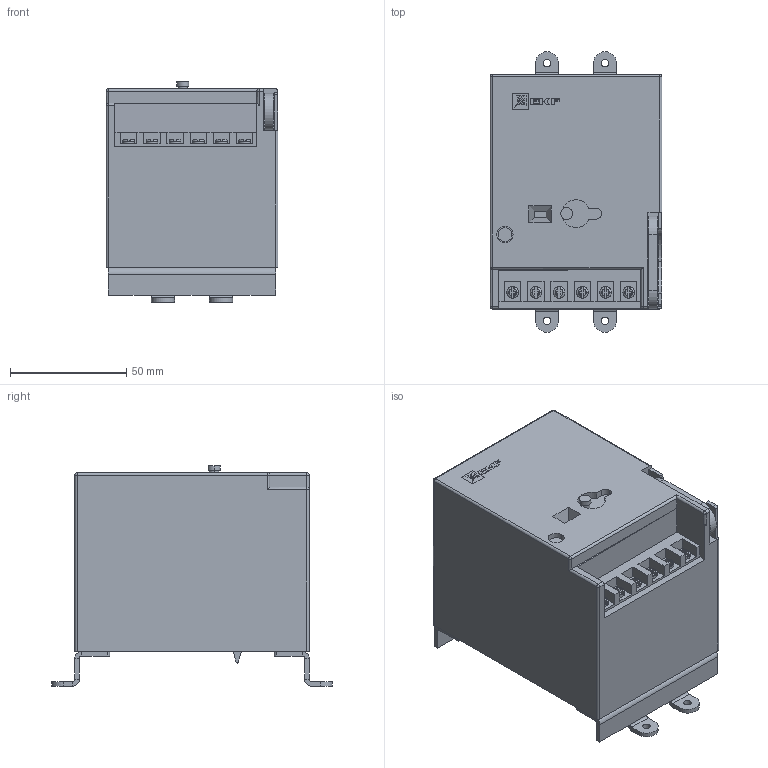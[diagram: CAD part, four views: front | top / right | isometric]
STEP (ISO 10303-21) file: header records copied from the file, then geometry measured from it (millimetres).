
FILE_DESCRIPTION (( 'STEP AP214' ), '1' );
FILE_NAME ('mccb-1-CD2-TR-av AV POWER-1 Ýëåêòðîïðèâîä CD2 äëÿ TR.STEP', '2020-03-20T10:38:46', ( '' ), ( '' ), 'SwSTEP 2.0', 'SolidWorks 2019', '' );
FILE_SCHEMA (( 'AUTOMOTIVE_DESIGN' ));
Length unit declared in the file: millimetre
Products named in the file (7): Ãàéêà ÃÎÑÒ 5915-70_3.6G.5; ﾘ琺矜 65ﾃ 019 ﾃﾎﾑﾒ 6402-70_3; 襟俶.745412.012 扰鍙欙樥燲00; Ìîòîðíûé ïðèâîä ê AV POWER-1TR; mccb-1-CD2-TR-av AV POWER-1 Ýëåêòðîïðèâîä CD2 äëÿ TR; ﾘ琺矜 01.019 ﾃﾎﾑﾒ11371-78_3; Âèíò Ì3 ÃÎÑÒ17475-78_3å16
Assembly tree (19 placements, depth 2):
  mccb-1-CD2-TR-av AV POWER-1 Ýëåêòðîïðèâîä CD2 äëÿ TR
    Ìîòîðíûé ïðèâîä ê AV POWER-1TR
    襟俶.745412.012 扰鍙欙樥燲00  x2
    Âèíò Ì3 ÃÎÑÒ17475-78_3å16  x4
    Ãàéêà ÃÎÑÒ 5915-70_3.6G.5  x4
    ﾘ琺矜 01.019 ﾃﾎﾑﾒ11371-78_3  x4
    ﾘ琺矜 65ﾃ 019 ﾃﾎﾑﾒ 6402-70_3  x4
Bounding box: 74 x 121 x 95 mm (x, y, z)
Volume: 552757.4 mm3; surface area: 57028.9 mm2
Topology: 20 solids, 20 shells, 561 faces, 1431 edges, 934 vertices
Faces by surface type: plane 310, cylinder 164, cone 64, torus 18, sphere 5
Entity records: 12498 total; most frequent: CARTESIAN_POINT 2598, ORIENTED_EDGE 1976, DIRECTION 1952, EDGE_CURVE 988, AXIS2_PLACEMENT_3D 665, VERTEX_POINT 663, LINE 622, VECTOR 622
